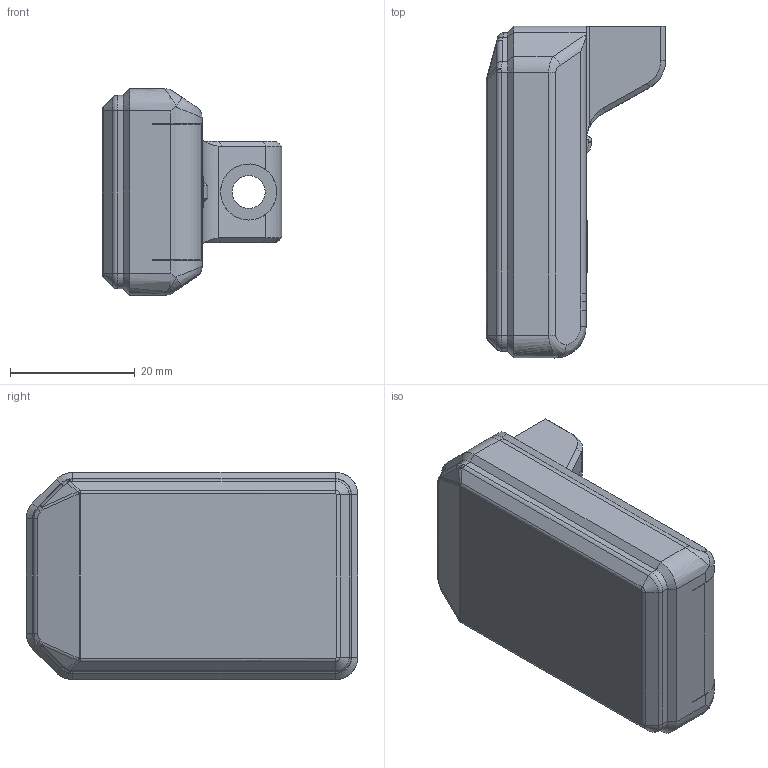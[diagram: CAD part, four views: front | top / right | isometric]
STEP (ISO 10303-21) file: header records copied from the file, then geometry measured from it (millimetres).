
FILE_DESCRIPTION(/* description */ (''),/* implementation_level */ '2;1');
FILE_NAME(/* name */ 'Tito''uSkin - Robotiq 2F 4x6 Solid.stp',/* time_stamp */ '2023-07-19T13:41:36+09:00',/* author */ ('kolin'),/* organization */ (''),/* preprocessor_version */ 'ST-DEVELOPER v19',/* originating_system */ 'Autodesk Inventor 2023',/* authorisation */ '');
FILE_SCHEMA (('AUTOMOTIVE_DESIGN { 1 0 10303 214 3 1 1 }'));
Length unit declared in the file: millimetre
Products named in the file (1): uSkin - Robotiq 2F 4x6 Solid
Bounding box: 28.77 x 53.2 x 33.2 mm (x, y, z)
Volume: 17127.3 mm3; surface area: 14625.2 mm2
Topology: 1 solids, 1 shells, 1004 faces, 2604 edges, 1646 vertices
Faces by surface type: plane 727, cylinder 154, cone 71, bspline 42, sphere 10
Full cylindrical faces by diameter (mm): 1 x3, 1.3 x3, 2 x2, 3.842 x24, 5.3 x1, 9 x1
Entity records: 34188 total; most frequent: CARTESIAN_POINT 9594, ORIENTED_EDGE 5200, DIRECTION 4864, EDGE_CURVE 2600, LINE 2092, VECTOR 2092, VERTEX_POINT 1646, AXIS2_PLACEMENT_3D 1386
